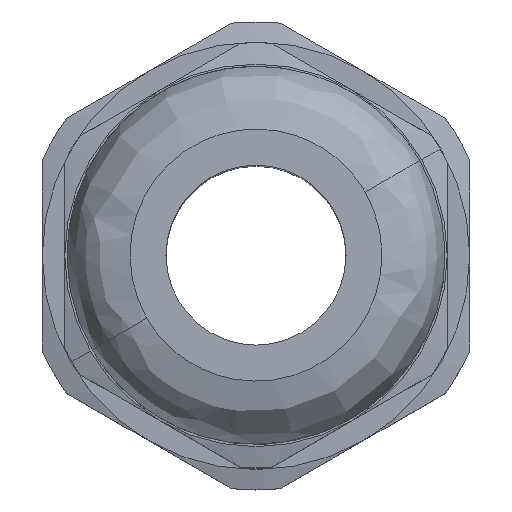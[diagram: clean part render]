
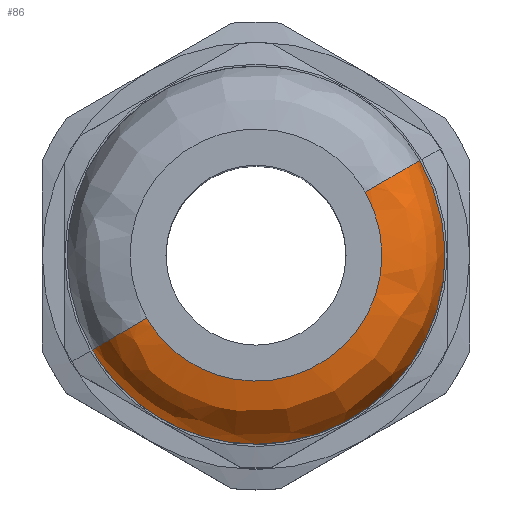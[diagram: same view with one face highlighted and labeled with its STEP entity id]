
A CAD part, top view. The second image highlights one B-rep face of the part: STEP entity #86.
In plain terms, the highlighted free-form (B-spline) face has degree [3, 3] with [4, 4] control points.
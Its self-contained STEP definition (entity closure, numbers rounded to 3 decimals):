
#32=CARTESIAN_POINT('Control Point',(16.775,14.6,26.963)) ;
#33=CARTESIAN_POINT('Control Point',(25.175,0.051,26.963)) ;
#34=CARTESIAN_POINT('Control Point',(10.625,-8.349,26.963)) ;
#35=CARTESIAN_POINT('Control Point',(2.225,6.2,26.963)) ;
#36=CARTESIAN_POINT('Control Point',(16.775,14.6,28.603)) ;
#37=CARTESIAN_POINT('Control Point',(25.175,0.051,28.603)) ;
#38=CARTESIAN_POINT('Control Point',(10.625,-8.349,28.603)) ;
#39=CARTESIAN_POINT('Control Point',(2.225,6.2,28.603)) ;
#40=CARTESIAN_POINT('Control Point',(15.77,14.02,29.763)) ;
#41=CARTESIAN_POINT('Control Point',(23.01,1.48,29.763)) ;
#42=CARTESIAN_POINT('Control Point',(10.47,-5.76,29.763)) ;
#43=CARTESIAN_POINT('Control Point',(3.23,6.78,29.763)) ;
#44=CARTESIAN_POINT('Control Point',(14.35,13.2,29.763)) ;
#45=CARTESIAN_POINT('Control Point',(19.95,3.501,29.763)) ;
#46=CARTESIAN_POINT('Control Point',(10.25,-2.099,29.763)) ;
#47=CARTESIAN_POINT('Control Point',(4.65,7.6,29.763)) ;
#49=CARTESIAN_POINT('Control Point',(16.775,14.6,26.963)) ;
#50=CARTESIAN_POINT('Control Point',(25.175,0.051,26.963)) ;
#51=CARTESIAN_POINT('Control Point',(10.625,-8.349,26.963)) ;
#52=CARTESIAN_POINT('Control Point',(2.225,6.2,26.963)) ;
#53=CARTESIAN_POINT('Vertex',(16.775,14.6,26.963)) ;
#55=CARTESIAN_POINT('Vertex',(2.225,6.2,26.963)) ;
#59=CARTESIAN_POINT('Control Point',(16.775,14.6,26.963)) ;
#60=CARTESIAN_POINT('Control Point',(16.775,14.6,28.603)) ;
#61=CARTESIAN_POINT('Control Point',(15.77,14.02,29.763)) ;
#62=CARTESIAN_POINT('Control Point',(14.35,13.2,29.763)) ;
#63=CARTESIAN_POINT('Vertex',(14.35,13.2,29.763)) ;
#67=CARTESIAN_POINT('Control Point',(14.35,13.2,29.763)) ;
#68=CARTESIAN_POINT('Control Point',(19.95,3.501,29.763)) ;
#69=CARTESIAN_POINT('Control Point',(10.25,-2.099,29.763)) ;
#70=CARTESIAN_POINT('Control Point',(4.65,7.6,29.763)) ;
#71=CARTESIAN_POINT('Vertex',(4.65,7.6,29.763)) ;
#75=CARTESIAN_POINT('Control Point',(2.225,6.2,26.963)) ;
#76=CARTESIAN_POINT('Control Point',(2.225,6.2,28.603)) ;
#77=CARTESIAN_POINT('Control Point',(3.23,6.78,29.763)) ;
#78=CARTESIAN_POINT('Control Point',(4.65,7.6,29.763)) ;
#81=ORIENTED_EDGE('',*,*,#57,.F.) ;
#82=ORIENTED_EDGE('',*,*,#65,.T.) ;
#83=ORIENTED_EDGE('',*,*,#73,.T.) ;
#84=ORIENTED_EDGE('',*,*,#79,.F.) ;
#86=ADVANCED_FACE('Solid1',(#85),#31,.T.) ;
#57=EDGE_CURVE('',#54,#56,#48,.T.) ;
#65=EDGE_CURVE('',#54,#64,#58,.T.) ;
#73=EDGE_CURVE('',#64,#72,#66,.T.) ;
#79=EDGE_CURVE('',#56,#72,#74,.T.) ;
#80=EDGE_LOOP('',(#81,#82,#83,#84)) ;
#85=FACE_OUTER_BOUND('',#80,.T.) ;
#54=VERTEX_POINT('',#53) ;
#56=VERTEX_POINT('',#55) ;
#64=VERTEX_POINT('',#63) ;
#72=VERTEX_POINT('',#71) ;
#48=(BOUNDED_CURVE()B_SPLINE_CURVE(3,(#49,#50,#51,#52),.UNSPECIFIED.,.F.,.U.)B_SPLINE_CURVE_WITH_KNOTS((4,4),(0.,44.46),.UNSPECIFIED.)CURVE()GEOMETRIC_REPRESENTATION_ITEM()RATIONAL_B_SPLINE_CURVE((1.,0.333,0.333,1.))REPRESENTATION_ITEM('')) ;
#58=(BOUNDED_CURVE()B_SPLINE_CURVE(3,(#59,#60,#61,#62),.UNSPECIFIED.,.F.,.U.)B_SPLINE_CURVE_WITH_KNOTS((4,4),(0.,6.535),.UNSPECIFIED.)CURVE()GEOMETRIC_REPRESENTATION_ITEM()RATIONAL_B_SPLINE_CURVE((1.,0.805,0.805,1.))REPRESENTATION_ITEM('')) ;
#66=(BOUNDED_CURVE()B_SPLINE_CURVE(3,(#67,#68,#69,#70),.UNSPECIFIED.,.F.,.U.)B_SPLINE_CURVE_WITH_KNOTS((4,4),(0.,44.46),.UNSPECIFIED.)CURVE()GEOMETRIC_REPRESENTATION_ITEM()RATIONAL_B_SPLINE_CURVE((1.,0.333,0.333,1.))REPRESENTATION_ITEM('')) ;
#74=(BOUNDED_CURVE()B_SPLINE_CURVE(3,(#75,#76,#77,#78),.UNSPECIFIED.,.F.,.U.)B_SPLINE_CURVE_WITH_KNOTS((4,4),(0.,6.535),.UNSPECIFIED.)CURVE()GEOMETRIC_REPRESENTATION_ITEM()RATIONAL_B_SPLINE_CURVE((1.,0.805,0.805,1.))REPRESENTATION_ITEM('')) ;
#31=(BOUNDED_SURFACE()B_SPLINE_SURFACE(3,3,((#32,#33,#34,#35),(#36,#37,#38,#39),(#40,#41,#42,#43),(#44,#45,#46,#47)),.UNSPECIFIED.,.F.,.F.,.U.)B_SPLINE_SURFACE_WITH_KNOTS((4,4),(4,4),(0.,6.535),(0.,44.46),.UNSPECIFIED.)GEOMETRIC_REPRESENTATION_ITEM()RATIONAL_B_SPLINE_SURFACE(((1.,0.333,0.333,1.),(0.805,0.268,0.268,0.805),(0.805,0.268,0.268,0.805),(1.,0.333,0.333,1.)))REPRESENTATION_ITEM('Rational BSpline Surface')SURFACE()) ;
